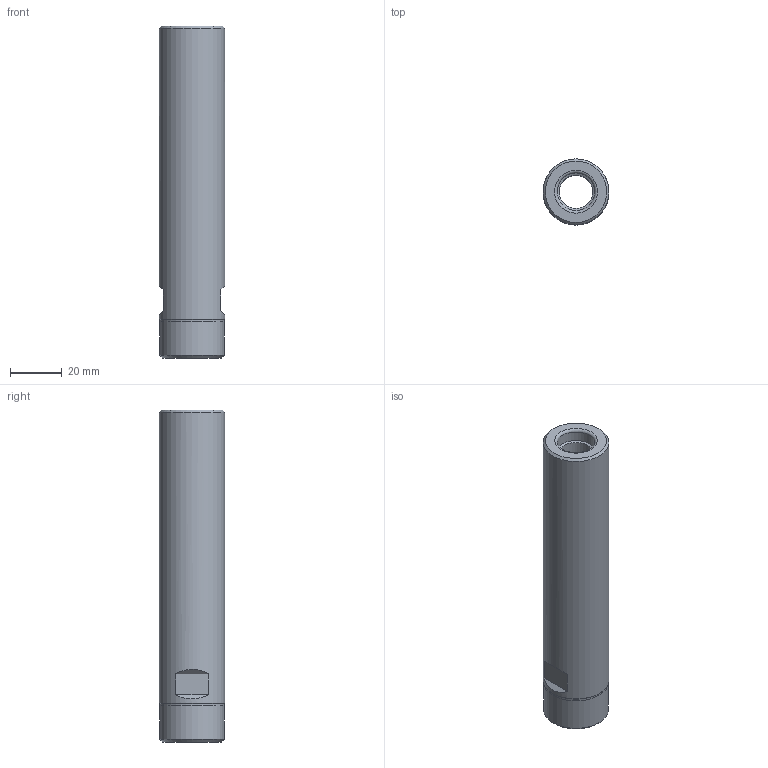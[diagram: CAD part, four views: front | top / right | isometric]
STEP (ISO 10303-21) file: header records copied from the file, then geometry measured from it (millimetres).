
FILE_DESCRIPTION(/* description */ (''),/* implementation_level */ '2;1');
FILE_NAME(/* name */ '262512061.stp',/* time_stamp */ '2021-09-24T12:30:31',/* author */ ('LRA'),/* organization */ ('REGO-FIX'),/* preprocessor_version */ ' Unknown',/* originating_system */ 'SIEMENS PLM Software Solid Edge ST10',/* authorization */ 'Unknown');
FILE_SCHEMA (('AUTOMOTIVE_DESIGN { 1 0 10303 214 2 1 1}'));
Length unit declared in the file: millimetre
Products named in the file (1): 0009641
Bounding box: 25.4 x 25.4 x 128 mm (x, y, z)
Volume: 45072.2 mm3; surface area: 16177.2 mm2
Topology: 1 solids, 1 shells, 24 faces, 51 edges, 30 vertices
Faces by surface type: cylinder 8, plane 8, cone 6, torus 2
Full cylindrical faces by diameter (mm): 12.917 x3, 14.2 x1, 14.5 x1, 25 x2, 25.4 x1
Entity records: 730 total; most frequent: DIRECTION 108, CARTESIAN_POINT 84, ORIENTED_EDGE 60, AXIS2_PLACEMENT_3D 50, EDGE_LOOP 44, FACE_BOUND 44, EDGE_CURVE 30, VERTEX_POINT 26
